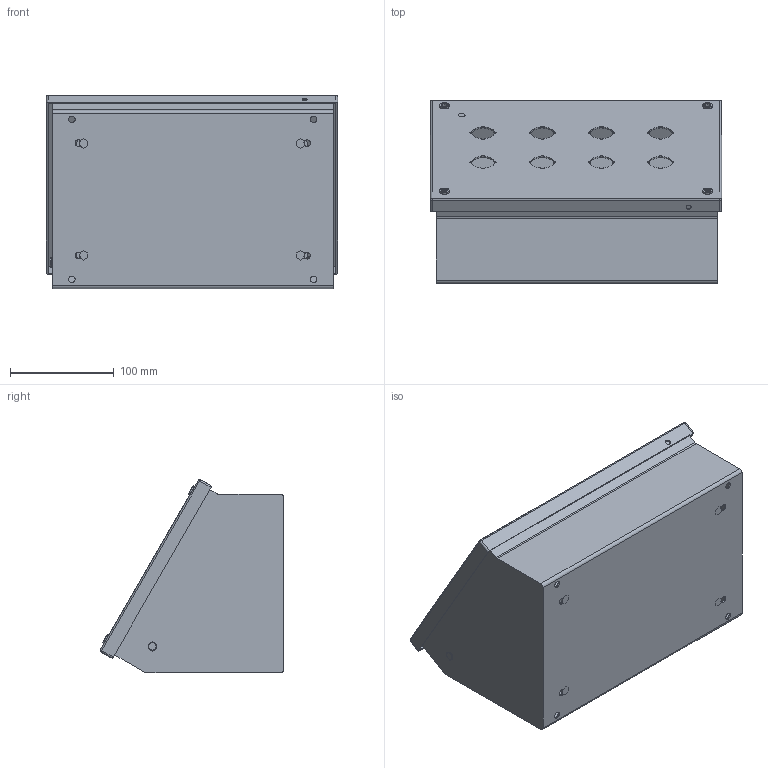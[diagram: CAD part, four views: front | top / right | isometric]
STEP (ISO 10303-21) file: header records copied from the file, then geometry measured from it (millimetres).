
FILE_DESCRIPTION (( 'STEP AP214' ), '1' );
FILE_NAME ('SCE-8PBAI.STEP', '2023-08-02T17:50:57', ( '' ), ( '' ), 'SwSTEP 2.0', 'SolidWorks 2021', '' );
FILE_SCHEMA (( 'AUTOMOTIVE_DESIGN' ));
Length unit declared in the file: inch
Products named in the file (1): SCE-8PBAI
Bounding box: 280.99 x 177.23 x 186.56 mm (x, y, z)
Volume: 419890.6 mm3; surface area: 541205 mm2
Topology: 7 solids, 8 shells, 615 faces, 1601 edges, 1037 vertices
Faces by surface type: cylinder 348, plane 199, torus 40, cone 20, sphere 8
Full cylindrical faces by diameter (mm): 4.763 x2, 6.35 x4, 6.756 x4, 8.06 x4
Entity records: 19212 total; most frequent: DIRECTION 3618, CARTESIAN_POINT 3286, ORIENTED_EDGE 3140, EDGE_CURVE 1570, AXIS2_PLACEMENT_3D 1456, VERTEX_POINT 1028, CIRCLE 840, EDGE_LOOP 736
